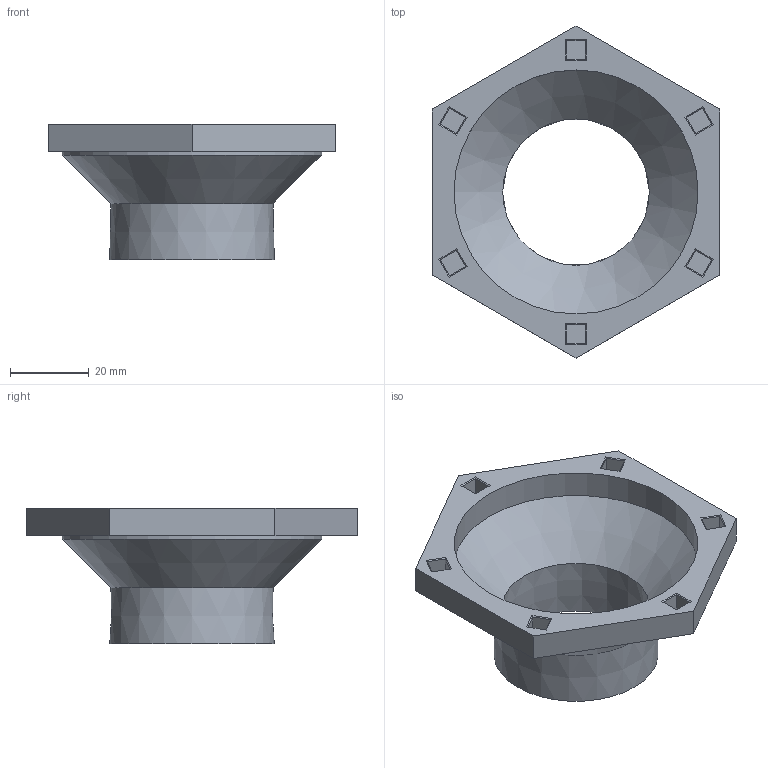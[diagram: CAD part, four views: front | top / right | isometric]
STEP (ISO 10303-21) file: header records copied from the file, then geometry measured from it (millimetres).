
FILE_DESCRIPTION(/* description */ (''),/* implementation_level */ '2;1');
FILE_NAME(/* name */ 'Makita Router v3.step',/* time_stamp */ '2021-04-13T11:05:43-04:00',/* author */ (''),/* organization */ (''),/* preprocessor_version */ 'ST-DEVELOPER v18.1',/* originating_system */ 'Autodesk Translation Framework v9.10.0.1330',/* authorisation */ '');
FILE_SCHEMA (('AUTOMOTIVE_DESIGN { 1 0 10303 214 3 1 1 }'));
Length unit declared in the file: millimetre
Products named in the file (1): Makita Router
Bounding box: 73.06 x 84.36 x 34.4 mm (x, y, z)
Volume: 19875 mm3; surface area: 16324.4 mm2
Topology: 1 solids, 1 shells, 69 faces, 153 edges, 92 vertices
Faces by surface type: plane 62, cone 5, cylinder 2
Full cylindrical faces by diameter (mm): 62 x1, 66 x1
Entity records: 1872 total; most frequent: CARTESIAN_POINT 315, ORIENTED_EDGE 306, DIRECTION 301, EDGE_CURVE 153, LINE 145, VECTOR 145, VERTEX_POINT 92, AXIS2_PLACEMENT_3D 78
